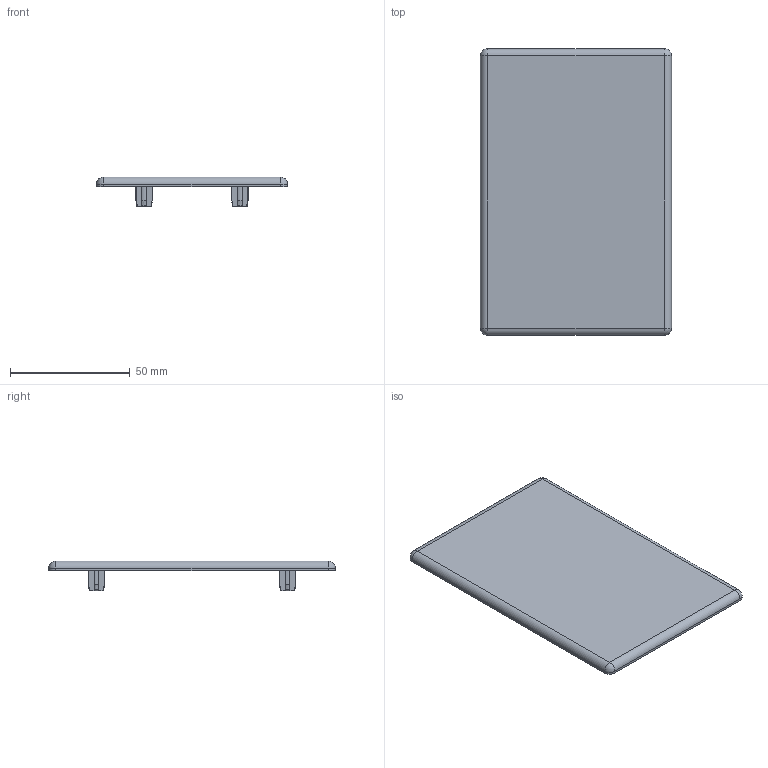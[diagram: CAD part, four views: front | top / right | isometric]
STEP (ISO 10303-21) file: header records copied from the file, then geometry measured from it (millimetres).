
FILE_DESCRIPTION(/* description */ (''),/* implementation_level */ '2;1');
FILE_NAME(/* name */ '2280120.stp',/* time_stamp */ '2022-10-05T09:19:57+02:00',/* author */ ('aluteckkpl_am'),/* organization */ (''),/* preprocessor_version */ 'ST-DEVELOPER v18.1',/* originating_system */ 'Autodesk Inventor 2021',/* authorisation */ '');
FILE_SCHEMA (('CONFIG_CONTROL_DESIGN'));
Length unit declared in the file: millimetre
Products named in the file (2): 2280120-ZP; -
Assembly tree (1 placements, depth 2):
  2280120-ZP
    -
Bounding box: 80 x 120 x 12.5 mm (x, y, z)
Volume: 30039.9 mm3; surface area: 21596.3 mm2
Topology: 1 solids, 1 shells, 107 faces, 288 edges, 188 vertices
Faces by surface type: plane 47, cylinder 24, torus 16, cone 16, sphere 4
Entity records: 3605 total; most frequent: CARTESIAN_POINT 938, ORIENTED_EDGE 576, DIRECTION 524, EDGE_CURVE 288, AXIS2_PLACEMENT_3D 190, VERTEX_POINT 188, LINE 144, VECTOR 144
